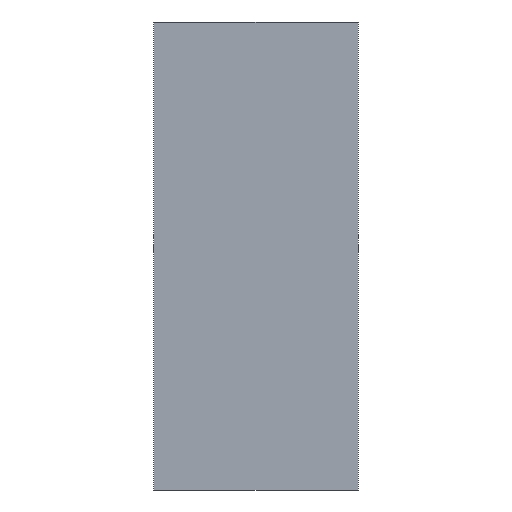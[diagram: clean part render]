
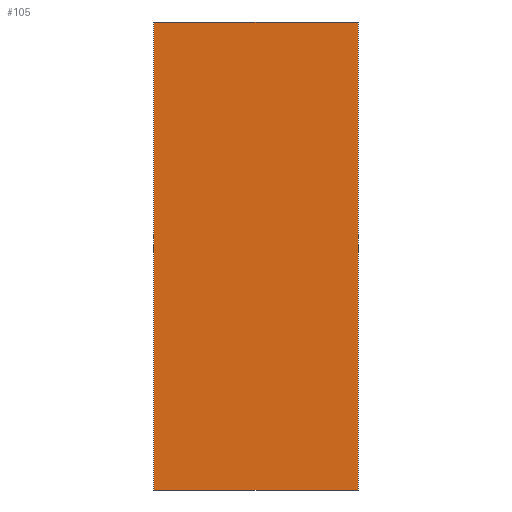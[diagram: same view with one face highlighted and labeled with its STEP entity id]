
A CAD part, left-side view. The second image highlights one B-rep face of the part: STEP entity #105.
In plain terms, the highlighted planar face has unit normal (-1, 0, 0).
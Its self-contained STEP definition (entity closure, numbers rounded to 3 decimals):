
#3 = LINE ( 'NONE', #816, #353 ) ;
#40 = CARTESIAN_POINT ( 'NONE',  ( -1.6, 0., 0.8 ) ) ;
#47 = PLANE ( 'NONE',  #818 ) ;
#71 = EDGE_CURVE ( 'NONE', #434, #663, #791, .T. ) ;
#105 = ADVANCED_FACE ( 'NONE', ( #844 ), #47, .F. ) ;
#142 = VECTOR ( 'NONE', #1021, 1000. ) ;
#160 = VERTEX_POINT ( 'NONE', #611 ) ;
#189 = DIRECTION ( 'NONE',  ( 0., -1., 0. ) ) ;
#196 = CARTESIAN_POINT ( 'NONE',  ( -1.6, 0., -0.8 ) ) ;
#235 = CARTESIAN_POINT ( 'NONE',  ( -1.6, 0., 0.8 ) ) ;
#305 = DIRECTION ( 'NONE',  ( 0., -1., 0. ) ) ;
#333 = EDGE_CURVE ( 'NONE', #636, #160, #3, .T. ) ;
#353 = VECTOR ( 'NONE', #305, 1000. ) ;
#363 = LINE ( 'NONE', #235, #997 ) ;
#434 = VERTEX_POINT ( 'NONE', #940 ) ;
#446 = CARTESIAN_POINT ( 'NONE',  ( -1.6, 0.7, 0.8 ) ) ;
#484 = ORIENTED_EDGE ( 'NONE', *, *, #1019, .F. ) ;
#572 = VECTOR ( 'NONE', #189, 1000. ) ;
#601 = DIRECTION ( 'NONE',  ( 0., 0., -1. ) ) ;
#611 = CARTESIAN_POINT ( 'NONE',  ( -1.6, 0., 0.8 ) ) ;
#632 = DIRECTION ( 'NONE',  ( 0., 0., -1. ) ) ;
#636 = VERTEX_POINT ( 'NONE', #877 ) ;
#663 = VERTEX_POINT ( 'NONE', #196 ) ;
#740 = ORIENTED_EDGE ( 'NONE', *, *, #333, .F. ) ;
#791 = LINE ( 'NONE', #969, #572 ) ;
#814 = LINE ( 'NONE', #446, #142 ) ;
#816 = CARTESIAN_POINT ( 'NONE',  ( -1.6, 0., 0.8 ) ) ;
#818 = AXIS2_PLACEMENT_3D ( 'NONE', #40, #879, #632 ) ;
#844 = FACE_OUTER_BOUND ( 'NONE', #989, .T. ) ;
#877 = CARTESIAN_POINT ( 'NONE',  ( -1.6, 0.7, 0.8 ) ) ;
#879 = DIRECTION ( 'NONE',  ( 1., 0., 0. ) ) ;
#884 = ORIENTED_EDGE ( 'NONE', *, *, #71, .T. ) ;
#898 = ORIENTED_EDGE ( 'NONE', *, *, #1067, .T. ) ;
#940 = CARTESIAN_POINT ( 'NONE',  ( -1.6, 0.7, -0.8 ) ) ;
#969 = CARTESIAN_POINT ( 'NONE',  ( -1.6, 0., -0.8 ) ) ;
#989 = EDGE_LOOP ( 'NONE', ( #884, #484, #740, #898 ) ) ;
#997 = VECTOR ( 'NONE', #601, 1000. ) ;
#1019 = EDGE_CURVE ( 'NONE', #160, #663, #363, .T. ) ;
#1021 = DIRECTION ( 'NONE',  ( 0., 0., -1. ) ) ;
#1067 = EDGE_CURVE ( 'NONE', #636, #434, #814, .T. ) ;
